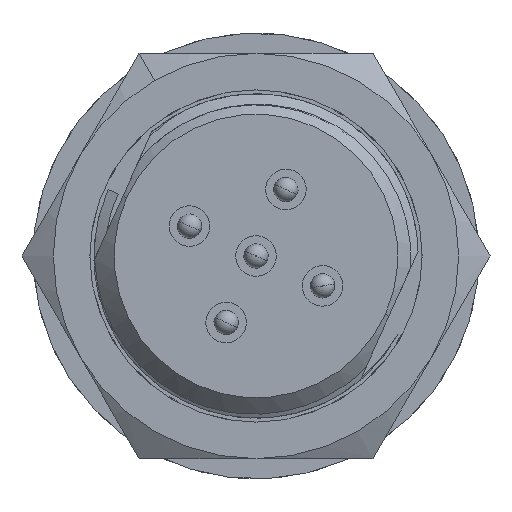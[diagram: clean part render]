
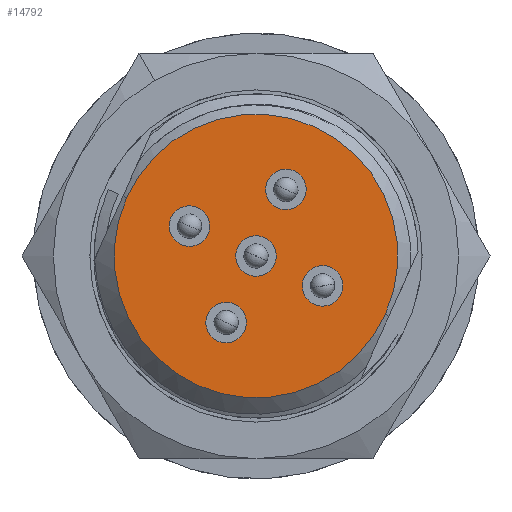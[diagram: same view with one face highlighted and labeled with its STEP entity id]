
A CAD part, front view. The second image highlights one B-rep face of the part: STEP entity #14792.
In plain terms, the highlighted planar face has unit normal (0, -1, 0).
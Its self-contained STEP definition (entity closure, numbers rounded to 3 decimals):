
#18 = FACE_BOUND ( 'NONE', #27817, .T. ) ;
#285 = CARTESIAN_POINT ( 'NONE',  ( 0., 2.317, -5. ) ) ;
#305 = DIRECTION ( 'NONE',  ( 0., -1., 0. ) ) ;
#442 = DIRECTION ( 'NONE',  ( 0., 0., -1. ) ) ;
#616 = CARTESIAN_POINT ( 'NONE',  ( 0., 2.317, -5. ) ) ;
#635 = CARTESIAN_POINT ( 'NONE',  ( -0.281, 2.317, -6.847 ) ) ;
#762 = VERTEX_POINT ( 'NONE', #10069 ) ;
#1165 = EDGE_LOOP ( 'NONE', ( #24926, #21656 ) ) ;
#1184 = EDGE_CURVE ( 'NONE', #762, #14288, #15290, .T. ) ;
#1217 = CARTESIAN_POINT ( 'NONE',  ( 0.456, 2.317, -5.205 ) ) ;
#1770 = AXIS2_PLACEMENT_3D ( 'NONE', #23182, #13734, #1908 ) ;
#1864 = CARTESIAN_POINT ( 'NONE',  ( 0., 2.317, -5. ) ) ;
#1908 = DIRECTION ( 'NONE',  ( 0., 0., -1. ) ) ;
#1930 = VERTEX_POINT ( 'NONE', #635 ) ;
#2069 = AXIS2_PLACEMENT_3D ( 'NONE', #1864, #22993, #6374 ) ;
#2505 = FACE_BOUND ( 'NONE', #11331, .T. ) ;
#2622 = ORIENTED_EDGE ( 'NONE', *, *, #16592, .T. ) ;
#2781 = DIRECTION ( 'NONE',  ( -0.912, 0., 0.409 ) ) ;
#2985 = EDGE_CURVE ( 'NONE', #27085, #1930, #23449, .T. ) ;
#3034 = AXIS2_PLACEMENT_3D ( 'NONE', #4388, #15934, #6287 ) ;
#3049 = EDGE_CURVE ( 'NONE', #7822, #10626, #10560, .T. ) ;
#3865 = DIRECTION ( 'NONE',  ( 0., 1., 0. ) ) ;
#3978 = CIRCLE ( 'NONE', #23790, 0.5 ) ;
#4011 = DIRECTION ( 'NONE',  ( 0., 0., -1. ) ) ;
#4090 = CARTESIAN_POINT ( 'NONE',  ( 1.642, 2.317, -5.737 ) ) ;
#4221 = VERTEX_POINT ( 'NONE', #1217 ) ;
#4293 = VERTEX_POINT ( 'NONE', #29172 ) ;
#4388 = CARTESIAN_POINT ( 'NONE',  ( 0.737, 2.317, -3.358 ) ) ;
#6084 = DIRECTION ( 'NONE',  ( 0., 1., 0. ) ) ;
#6101 = EDGE_CURVE ( 'NONE', #4293, #10160, #23844, .T. ) ;
#6222 = EDGE_CURVE ( 'NONE', #1930, #27085, #29297, .T. ) ;
#6287 = DIRECTION ( 'NONE',  ( 0., 0., -1. ) ) ;
#6374 = DIRECTION ( 'NONE',  ( 0., 0., -1. ) ) ;
#6438 = DIRECTION ( 'NONE',  ( 0., 0., -1. ) ) ;
#6492 = CARTESIAN_POINT ( 'NONE',  ( -1.186, 2.317, -4.468 ) ) ;
#6564 = ORIENTED_EDGE ( 'NONE', *, *, #9443, .T. ) ;
#6594 = ORIENTED_EDGE ( 'NONE', *, *, #6222, .T. ) ;
#6708 = PLANE ( 'NONE',  #15148 ) ;
#6860 = FACE_BOUND ( 'NONE', #8783, .T. ) ;
#7328 = CARTESIAN_POINT ( 'NONE',  ( 0.281, 2.317, -3.153 ) ) ;
#7822 = VERTEX_POINT ( 'NONE', #6492 ) ;
#8046 = AXIS2_PLACEMENT_3D ( 'NONE', #4090, #29298, #30032 ) ;
#8103 = DIRECTION ( 'NONE',  ( 0., 0., -1. ) ) ;
#8773 = DIRECTION ( 'NONE',  ( 0., 1., 0. ) ) ;
#8783 = EDGE_LOOP ( 'NONE', ( #6594, #13191 ) ) ;
#8929 = CIRCLE ( 'NONE', #18860, 0.5 ) ;
#9050 = FACE_BOUND ( 'NONE', #22438, .T. ) ;
#9443 = EDGE_CURVE ( 'NONE', #10626, #7822, #21131, .T. ) ;
#9512 = FACE_OUTER_BOUND ( 'NONE', #17428, .T. ) ;
#9838 = DIRECTION ( 'NONE',  ( 0., 1., 0. ) ) ;
#10069 = CARTESIAN_POINT ( 'NONE',  ( 2.136, 2.317, -5.659 ) ) ;
#10160 = VERTEX_POINT ( 'NONE', #12087 ) ;
#10399 = ORIENTED_EDGE ( 'NONE', *, *, #13249, .T. ) ;
#10560 = CIRCLE ( 'NONE', #11067, 0.5 ) ;
#10626 = VERTEX_POINT ( 'NONE', #16783 ) ;
#10878 = ORIENTED_EDGE ( 'NONE', *, *, #1184, .T. ) ;
#11067 = AXIS2_PLACEMENT_3D ( 'NONE', #22967, #3865, #22811 ) ;
#11331 = EDGE_LOOP ( 'NONE', ( #16623, #2622 ) ) ;
#11529 = DIRECTION ( 'NONE',  ( 0., -1., 0. ) ) ;
#11628 = CARTESIAN_POINT ( 'NONE',  ( -0.737, 2.317, -6.642 ) ) ;
#11684 = FACE_BOUND ( 'NONE', #1165, .T. ) ;
#12087 = CARTESIAN_POINT ( 'NONE',  ( 3.193, 2.317, -6.433 ) ) ;
#12388 = EDGE_CURVE ( 'NONE', #4221, #30191, #28072, .T. ) ;
#12491 = CARTESIAN_POINT ( 'NONE',  ( 0.737, 2.317, -3.358 ) ) ;
#12536 = CARTESIAN_POINT ( 'NONE',  ( -1.193, 2.317, -6.437 ) ) ;
#12746 = ORIENTED_EDGE ( 'NONE', *, *, #6101, .T. ) ;
#13117 = CARTESIAN_POINT ( 'NONE',  ( 1.148, 2.317, -5.815 ) ) ;
#13191 = ORIENTED_EDGE ( 'NONE', *, *, #2985, .T. ) ;
#13249 = EDGE_CURVE ( 'NONE', #10160, #4293, #20238, .T. ) ;
#13734 = DIRECTION ( 'NONE',  ( 0., 1., 0. ) ) ;
#14260 = AXIS2_PLACEMENT_3D ( 'NONE', #616, #22764, #19592 ) ;
#14288 = VERTEX_POINT ( 'NONE', #13117 ) ;
#14458 = AXIS2_PLACEMENT_3D ( 'NONE', #21585, #305, #2781 ) ;
#14522 = DIRECTION ( 'NONE',  ( 0., 0., -1. ) ) ;
#14792 = ADVANCED_FACE ( 'NONE', ( #6860, #18, #9050, #11684, #2505, #9512 ), #6708, .T. ) ;
#15148 = AXIS2_PLACEMENT_3D ( 'NONE', #28119, #11529, #19141 ) ;
#15290 = CIRCLE ( 'NONE', #8046, 0.5 ) ;
#15912 = VERTEX_POINT ( 'NONE', #7328 ) ;
#15934 = DIRECTION ( 'NONE',  ( 0., 1., 0. ) ) ;
#16592 = EDGE_CURVE ( 'NONE', #30191, #4221, #28848, .T. ) ;
#16623 = ORIENTED_EDGE ( 'NONE', *, *, #12388, .T. ) ;
#16783 = CARTESIAN_POINT ( 'NONE',  ( -2.098, 2.317, -4.058 ) ) ;
#17017 = AXIS2_PLACEMENT_3D ( 'NONE', #11628, #28222, #4011 ) ;
#17428 = EDGE_LOOP ( 'NONE', ( #10399, #12746 ) ) ;
#18860 = AXIS2_PLACEMENT_3D ( 'NONE', #12491, #9838, #14522 ) ;
#19141 = DIRECTION ( 'NONE',  ( 0., 0., -1. ) ) ;
#19592 = DIRECTION ( 'NONE',  ( -0.912, 0., 0.409 ) ) ;
#20238 = CIRCLE ( 'NONE', #14260, 3.5 ) ;
#21131 = CIRCLE ( 'NONE', #1770, 0.5 ) ;
#21380 = CARTESIAN_POINT ( 'NONE',  ( -0.456, 2.317, -4.795 ) ) ;
#21585 = CARTESIAN_POINT ( 'NONE',  ( 0., 2.317, -5. ) ) ;
#21656 = ORIENTED_EDGE ( 'NONE', *, *, #25825, .T. ) ;
#21716 = DIRECTION ( 'NONE',  ( 0., 1., 0. ) ) ;
#22438 = EDGE_LOOP ( 'NONE', ( #27701, #6564 ) ) ;
#22659 = EDGE_CURVE ( 'NONE', #25244, #15912, #8929, .T. ) ;
#22764 = DIRECTION ( 'NONE',  ( 0., -1., 0. ) ) ;
#22811 = DIRECTION ( 'NONE',  ( 0., 0., -1. ) ) ;
#22906 = CARTESIAN_POINT ( 'NONE',  ( 1.642, 2.317, -5.737 ) ) ;
#22967 = CARTESIAN_POINT ( 'NONE',  ( -1.642, 2.317, -4.263 ) ) ;
#22993 = DIRECTION ( 'NONE',  ( 0., 1., 0. ) ) ;
#23182 = CARTESIAN_POINT ( 'NONE',  ( -1.642, 2.317, -4.263 ) ) ;
#23447 = EDGE_CURVE ( 'NONE', #14288, #762, #3978, .T. ) ;
#23449 = CIRCLE ( 'NONE', #17017, 0.5 ) ;
#23790 = AXIS2_PLACEMENT_3D ( 'NONE', #22906, #8773, #6438 ) ;
#23844 = CIRCLE ( 'NONE', #14458, 3.5 ) ;
#24553 = CARTESIAN_POINT ( 'NONE',  ( -0.737, 2.317, -6.642 ) ) ;
#24612 = AXIS2_PLACEMENT_3D ( 'NONE', #285, #21716, #442 ) ;
#24926 = ORIENTED_EDGE ( 'NONE', *, *, #22659, .T. ) ;
#25244 = VERTEX_POINT ( 'NONE', #27258 ) ;
#25825 = EDGE_CURVE ( 'NONE', #15912, #25244, #29800, .T. ) ;
#27001 = ORIENTED_EDGE ( 'NONE', *, *, #23447, .T. ) ;
#27085 = VERTEX_POINT ( 'NONE', #12536 ) ;
#27258 = CARTESIAN_POINT ( 'NONE',  ( 1.193, 2.317, -3.563 ) ) ;
#27701 = ORIENTED_EDGE ( 'NONE', *, *, #3049, .T. ) ;
#27817 = EDGE_LOOP ( 'NONE', ( #10878, #27001 ) ) ;
#28072 = CIRCLE ( 'NONE', #24612, 0.5 ) ;
#28119 = CARTESIAN_POINT ( 'NONE',  ( 0., 2.317, -5. ) ) ;
#28222 = DIRECTION ( 'NONE',  ( 0., 1., 0. ) ) ;
#28292 = AXIS2_PLACEMENT_3D ( 'NONE', #24553, #6084, #8103 ) ;
#28848 = CIRCLE ( 'NONE', #2069, 0.5 ) ;
#29172 = CARTESIAN_POINT ( 'NONE',  ( -3.193, 2.317, -3.567 ) ) ;
#29297 = CIRCLE ( 'NONE', #28292, 0.5 ) ;
#29298 = DIRECTION ( 'NONE',  ( 0., 1., 0. ) ) ;
#29800 = CIRCLE ( 'NONE', #3034, 0.5 ) ;
#30032 = DIRECTION ( 'NONE',  ( 0., 0., -1. ) ) ;
#30191 = VERTEX_POINT ( 'NONE', #21380 ) ;
